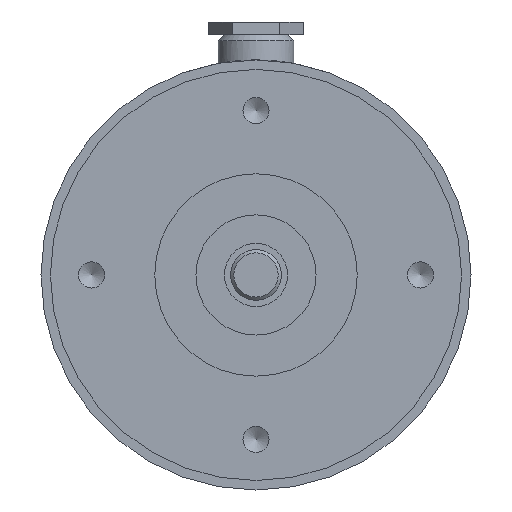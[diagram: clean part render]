
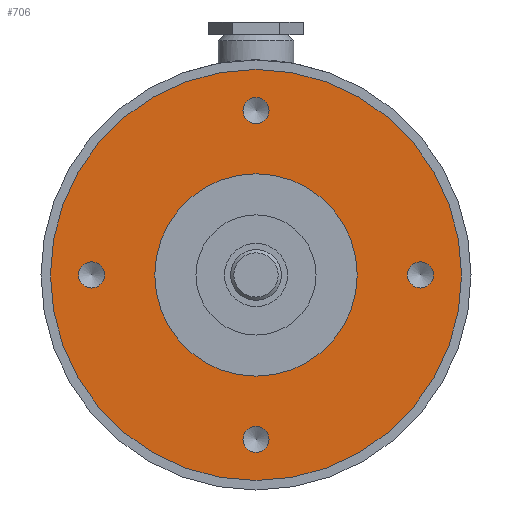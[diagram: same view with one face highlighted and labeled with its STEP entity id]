
A CAD part, front view. The second image highlights one B-rep face of the part: STEP entity #706.
In plain terms, the highlighted planar face has unit normal (0, -1, 0).
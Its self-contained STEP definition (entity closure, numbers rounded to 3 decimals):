
#580=CARTESIAN_POINT('',(16.0,16.0,0.));
#581=VERTEX_POINT('',#580);
#582=CARTESIAN_POINT('',(0.0,16.0,0.0));
#583=DIRECTION('',(0.0,-1.0,0.0));
#584=DIRECTION('',(-1.0,0.0,0.0));
#585=AXIS2_PLACEMENT_3D('',#582,#583,#584);
#586=CIRCLE('',#585,16.0);
#587=EDGE_CURVE('',#581,#581,#586,.T.);
#639=CARTESIAN_POINT('',(32.5,16.0,0.));
#640=VERTEX_POINT('',#639);
#641=CARTESIAN_POINT('',(0.0,16.0,0.0));
#642=DIRECTION('',(0.0,-1.0,0.0));
#643=DIRECTION('',(-1.0,0.0,0.0));
#644=AXIS2_PLACEMENT_3D('',#641,#642,#643);
#645=CIRCLE('',#644,32.5);
#646=EDGE_CURVE('',#640,#640,#645,.T.);
#651=CARTESIAN_POINT('',(0.0,16.0,0.0));
#652=DIRECTION('',(0.0,-1.0,0.0));
#653=DIRECTION('',(0.0,0.0,-1.0));
#654=AXIS2_PLACEMENT_3D('',#651,#652,#653);
#655=PLANE('',#654);
#656=ORIENTED_EDGE('',*,*,#646,.T.);
#657=EDGE_LOOP('',(#656));
#658=FACE_OUTER_BOUND('',#657,.T.);
#659=CARTESIAN_POINT('',(-26.0,16.0,2.067));
#660=VERTEX_POINT('',#659);
#661=CARTESIAN_POINT('',(-26.0,16.0,0.));
#662=DIRECTION('',(0.0,1.0,0.0));
#663=DIRECTION('',(0.0,0.0,1.0));
#664=AXIS2_PLACEMENT_3D('',#661,#662,#663);
#665=CIRCLE('',#664,2.067);
#666=EDGE_CURVE('',#660,#660,#665,.T.);
#667=ORIENTED_EDGE('',*,*,#666,.T.);
#668=EDGE_LOOP('',(#667));
#669=FACE_BOUND('',#668,.T.);
#670=CARTESIAN_POINT('',(-2.067,16.0,-26.0));
#671=VERTEX_POINT('',#670);
#672=CARTESIAN_POINT('',(0.,16.0,-26.0));
#673=DIRECTION('',(0.0,1.0,0.0));
#674=DIRECTION('',(-1.0,0.0,0.0));
#675=AXIS2_PLACEMENT_3D('',#672,#673,#674);
#676=CIRCLE('',#675,2.067);
#677=EDGE_CURVE('',#671,#671,#676,.T.);
#678=ORIENTED_EDGE('',*,*,#677,.T.);
#679=EDGE_LOOP('',(#678));
#680=FACE_BOUND('',#679,.T.);
#681=CARTESIAN_POINT('',(26.0,16.0,-2.067));
#682=VERTEX_POINT('',#681);
#683=CARTESIAN_POINT('',(26.0,16.0,0.));
#684=DIRECTION('',(0.0,1.0,0.0));
#685=DIRECTION('',(0.0,0.0,-1.0));
#686=AXIS2_PLACEMENT_3D('',#683,#684,#685);
#687=CIRCLE('',#686,2.067);
#688=EDGE_CURVE('',#682,#682,#687,.T.);
#689=ORIENTED_EDGE('',*,*,#688,.T.);
#690=EDGE_LOOP('',(#689));
#691=FACE_BOUND('',#690,.T.);
#692=CARTESIAN_POINT('',(2.067,16.0,26.0));
#693=VERTEX_POINT('',#692);
#694=CARTESIAN_POINT('',(0.0,16.0,26.0));
#695=DIRECTION('',(0.0,1.0,0.0));
#696=DIRECTION('',(1.0,0.0,0.0));
#697=AXIS2_PLACEMENT_3D('',#694,#695,#696);
#698=CIRCLE('',#697,2.067);
#699=EDGE_CURVE('',#693,#693,#698,.T.);
#700=ORIENTED_EDGE('',*,*,#699,.T.);
#701=EDGE_LOOP('',(#700));
#702=FACE_BOUND('',#701,.T.);
#703=ORIENTED_EDGE('',*,*,#587,.F.);
#704=EDGE_LOOP('',(#703));
#705=FACE_BOUND('',#704,.T.);
#706=ADVANCED_FACE('',(#658,#669,#680,#691,#702,#705),#655,.T.);
